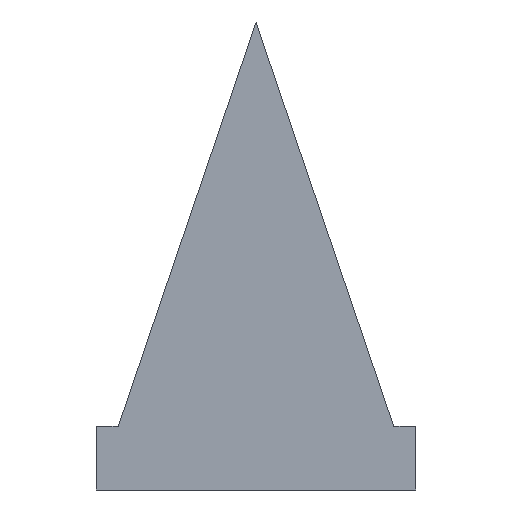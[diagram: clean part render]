
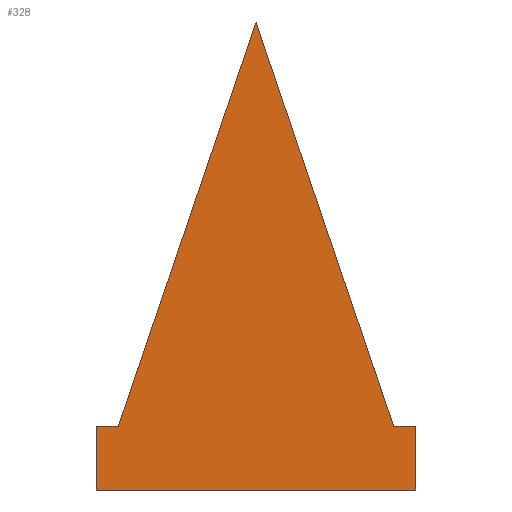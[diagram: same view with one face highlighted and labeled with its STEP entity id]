
A CAD part, front view. The second image highlights one B-rep face of the part: STEP entity #328.
In plain terms, the highlighted planar face has unit normal (0, -1, 0).
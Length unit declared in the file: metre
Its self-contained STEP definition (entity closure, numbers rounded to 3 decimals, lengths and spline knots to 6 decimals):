
#35=ORIENTED_EDGE('',*,*,#109,.F.);
#36=ORIENTED_EDGE('',*,*,#113,.T.);
#37=ORIENTED_EDGE('',*,*,#115,.T.);
#38=ORIENTED_EDGE('',*,*,#105,.F.);
#39=ORIENTED_EDGE('',*,*,#119,.F.);
#40=ORIENTED_EDGE('',*,*,#120,.T.);
#41=ORIENTED_EDGE('',*,*,#118,.F.);
#105=EDGE_CURVE('',#149,#150,#179,.T.);
#109=EDGE_CURVE('',#153,#154,#183,.T.);
#113=EDGE_CURVE('',#153,#156,#187,.T.);
#115=EDGE_CURVE('',#156,#150,#189,.T.);
#118=EDGE_CURVE('',#154,#158,#192,.T.);
#119=EDGE_CURVE('',#159,#149,#193,.T.);
#120=EDGE_CURVE('',#159,#158,#194,.T.);
#149=VERTEX_POINT('',#468);
#150=VERTEX_POINT('',#470);
#153=VERTEX_POINT('',#477);
#154=VERTEX_POINT('',#479);
#156=VERTEX_POINT('',#485);
#158=VERTEX_POINT('',#493);
#159=VERTEX_POINT('',#498);
#179=LINE('',#469,#221);
#183=LINE('',#478,#225);
#187=LINE('',#486,#229);
#189=LINE('',#489,#231);
#192=LINE('',#495,#234);
#193=LINE('',#497,#235);
#194=LINE('',#499,#236);
#221=VECTOR('',#382,1.);
#225=VECTOR('',#388,1.);
#229=VECTOR('',#394,1.);
#231=VECTOR('',#398,1.);
#234=VECTOR('',#403,1.);
#235=VECTOR('',#406,1.);
#236=VECTOR('',#407,1.);
#266=EDGE_LOOP('',(#35,#36,#37,#38,#39,#40,#41));
#288=FACE_BOUND('',#266,.T.);
#310=PLANE('',#360);
#328=ADVANCED_FACE('',(#288),#310,.T.);
#360=AXIS2_PLACEMENT_3D('',#496,#404,#405);
#382=DIRECTION('',(1.,0.,0.));
#388=DIRECTION('',(0.,0.,1.));
#394=DIRECTION('',(1.,0.,0.));
#398=DIRECTION('',(0.,0.,1.));
#403=DIRECTION('',(1.,0.,0.));
#404=DIRECTION('',(0.,-1.,0.));
#405=DIRECTION('',(1.,0.,0.));
#406=DIRECTION('',(0.323,0.,-0.947));
#407=DIRECTION('',(-0.323,0.,-0.947));
#468=CARTESIAN_POINT('',(0.139773,-0.02,0.03));
#469=CARTESIAN_POINT('',(0.075,-0.02,0.03));
#470=CARTESIAN_POINT('',(0.15,-0.02,0.03));
#477=CARTESIAN_POINT('',(0.,-0.02,0.));
#478=CARTESIAN_POINT('',(0.,-0.02,0.015));
#479=CARTESIAN_POINT('',(0.,-0.02,0.03));
#485=CARTESIAN_POINT('',(0.15,-0.02,0.));
#486=CARTESIAN_POINT('',(0.075,-0.02,0.));
#489=CARTESIAN_POINT('',(0.15,-0.02,0.015));
#493=CARTESIAN_POINT('',(0.010227,-0.02,0.03));
#495=CARTESIAN_POINT('',(0.075,-0.02,0.03));
#496=CARTESIAN_POINT('',(0.075,-0.02,0.015));
#497=CARTESIAN_POINT('',(0.1125,-0.02,0.11));
#498=CARTESIAN_POINT('',(0.075,-0.02,0.22));
#499=CARTESIAN_POINT('',(0.0375,-0.02,0.11));
